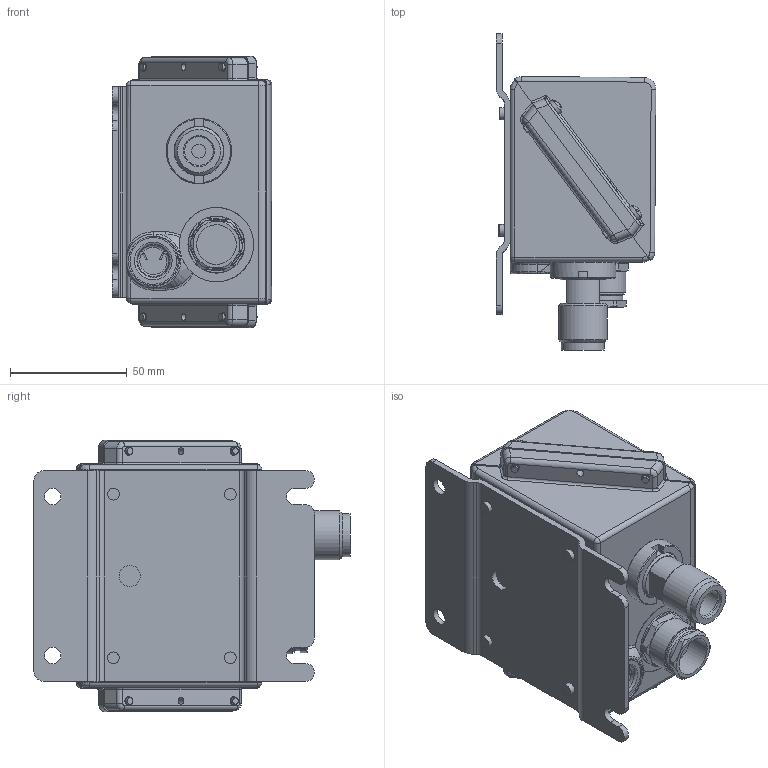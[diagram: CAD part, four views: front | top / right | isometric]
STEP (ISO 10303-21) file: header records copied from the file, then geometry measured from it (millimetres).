
FILE_DESCRIPTION(/* description */ ('EMP 2'),/* implementation_level */ '2;1');
FILE_NAME(/* name */ 'WEB084G2100.step',/* time_stamp */ '2022-05-24T03:11:40+02:00',/* author */ ('U262907'),/* organization */ (''),/* preprocessor_version */ 'ST-DEVELOPER v16.1',/* originating_system */ 'Autodesk Inventor 2016',/* authorisation */ '');
FILE_SCHEMA (('AUTOMOTIVE_DESIGN { 1 0 10303 214 3 1 1 }'));
Length unit declared in the file: millimetre
Products named in the file (1): WEB084G2100
Bounding box: 68.29 x 135.2 x 116 mm (x, y, z)
Volume: 527901.8 mm3; surface area: 62395.6 mm2
Topology: 2 solids, 21 shells, 794 faces, 2008 edges, 1296 vertices
Faces by surface type: cylinder 348, plane 306, torus 60, bspline 44, cone 34, sphere 2
Full cylindrical faces by diameter (mm): 2.9 x4, 3 x4, 3.47 x4, 3.6 x5, 3.7 x4, 4.2 x8, 5 x8, 5.5 x4, 6 x1, 6.75 x4, 7 x2, 7.8 x4, 7.9 x4, 9 x1, 12.3 x1, 13.3 x1, 13.6 x1, 17 x1, 18.4 x2, 19 x2, 20 x1, 20.4 x2, 20.5 x1, 20.955 x1, 21.2 x1, 21.3 x1, 21.8 x1, 24 x2, 24.4 x1, 28 x1
Entity records: 25529 total; most frequent: CARTESIAN_POINT 6589, DIRECTION 3830, ORIENTED_EDGE 3708, EDGE_CURVE 1853, AXIS2_PLACEMENT_3D 1537, VERTEX_POINT 1265, EDGE_LOOP 989, FACE_OUTER_BOUND 794
